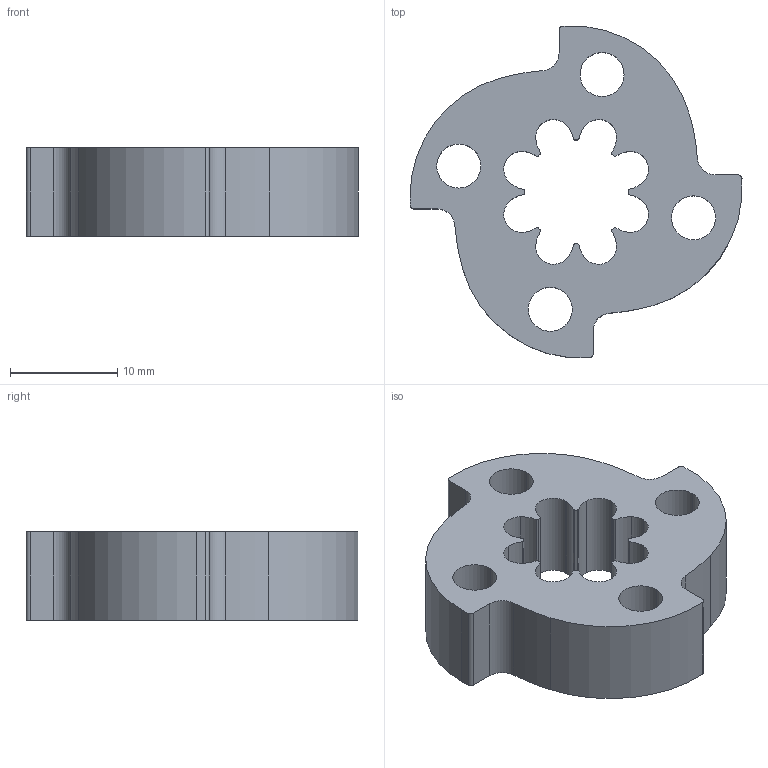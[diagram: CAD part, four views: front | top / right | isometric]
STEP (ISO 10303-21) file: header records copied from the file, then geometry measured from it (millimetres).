
FILE_DESCRIPTION (( 'STEP AP214' ), '1' );
FILE_NAME ('am-4398 Ratchet Sport Gear.STEP', '2021-06-23T14:21:17', ( '' ), ( '' ), 'SwSTEP 2.0', 'SolidWorks 2021', '' );
FILE_SCHEMA (( 'AUTOMOTIVE_DESIGN' ));
Length unit declared in the file: inch
Products named in the file (1): am-4398 Ratchet Sport Gear
Bounding box: 30.93 x 30.9 x 8.2 mm (x, y, z)
Volume: 3459.1 mm3; surface area: 2576.4 mm2
Topology: 1 solids, 1 shells, 88 faces, 258 edges, 172 vertices
Faces by surface type: cylinder 82, plane 6
Entity records: 3086 total; most frequent: DIRECTION 600, CARTESIAN_POINT 519, ORIENTED_EDGE 516, EDGE_CURVE 258, AXIS2_PLACEMENT_3D 253, VERTEX_POINT 172, CIRCLE 164, EDGE_LOOP 98
